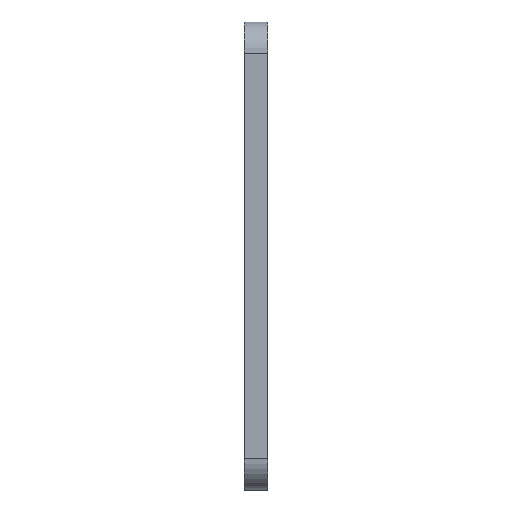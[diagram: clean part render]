
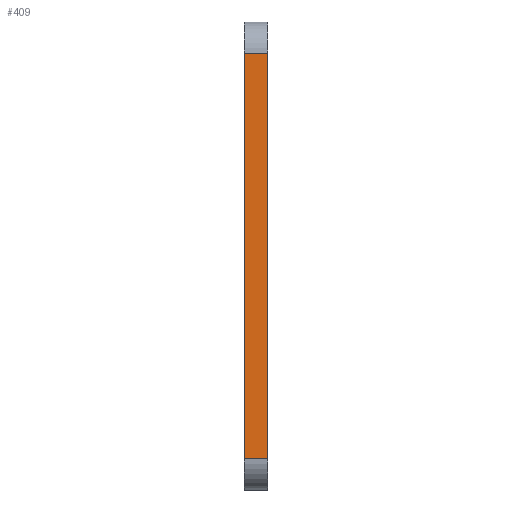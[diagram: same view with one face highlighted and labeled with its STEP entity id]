
A CAD part, left-side view. The second image highlights one B-rep face of the part: STEP entity #409.
In plain terms, the highlighted face is planar.
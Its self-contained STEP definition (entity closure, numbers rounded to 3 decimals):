
#201 = FACE_OUTER_BOUND ( 'NONE', #988, .T. ) ;
#215 = VECTOR ( 'NONE', #299, 1000. ) ;
#283 = DIRECTION ( 'NONE',  ( 0., 1., 0. ) ) ;
#299 = DIRECTION ( 'NONE',  ( 0., -1., 0. ) ) ;
#321 = EDGE_CURVE ( 'NONE', #2257, #2465, #675, .T. ) ;
#402 = VERTEX_POINT ( 'NONE', #2093 ) ;
#409 = ADVANCED_FACE ( 'NONE', ( #201 ), #1512, .F. ) ;
#418 = CARTESIAN_POINT ( 'NONE',  ( 149.965, 0., -150.339 ) ) ;
#512 = CARTESIAN_POINT ( 'NONE',  ( 149.965, 0., 129.661 ) ) ;
#535 = ORIENTED_EDGE ( 'NONE', *, *, #1047, .T. ) ;
#560 = CARTESIAN_POINT ( 'NONE',  ( 149.965, 0., -150.339 ) ) ;
#675 = LINE ( 'NONE', #1216, #2277 ) ;
#876 = ORIENTED_EDGE ( 'NONE', *, *, #1149, .T. ) ;
#897 = VECTOR ( 'NONE', #2416, 1000. ) ;
#958 = DIRECTION ( 'NONE',  ( -1., 0., 0. ) ) ;
#988 = EDGE_LOOP ( 'NONE', ( #876, #1400, #2242, #535 ) ) ;
#1047 = EDGE_CURVE ( 'NONE', #2217, #402, #2000, .T. ) ;
#1088 = DIRECTION ( 'NONE',  ( 0., 0., -1. ) ) ;
#1122 = AXIS2_PLACEMENT_3D ( 'NONE', #418, #958, #2334 ) ;
#1123 = LINE ( 'NONE', #1478, #1322 ) ;
#1149 = EDGE_CURVE ( 'NONE', #402, #2257, #1123, .T. ) ;
#1216 = CARTESIAN_POINT ( 'NONE',  ( 149.965, 0., -130.339 ) ) ;
#1322 = VECTOR ( 'NONE', #1088, 1000. ) ;
#1400 = ORIENTED_EDGE ( 'NONE', *, *, #321, .T. ) ;
#1455 = CARTESIAN_POINT ( 'NONE',  ( 149.965, 0., 129.661 ) ) ;
#1478 = CARTESIAN_POINT ( 'NONE',  ( 149.965, -15., -150.339 ) ) ;
#1512 = PLANE ( 'NONE',  #1122 ) ;
#1805 = CARTESIAN_POINT ( 'NONE',  ( 149.965, 0., -130.339 ) ) ;
#2000 = LINE ( 'NONE', #1455, #215 ) ;
#2093 = CARTESIAN_POINT ( 'NONE',  ( 149.965, -15., 129.661 ) ) ;
#2095 = EDGE_CURVE ( 'NONE', #2217, #2465, #2295, .T. ) ;
#2099 = CARTESIAN_POINT ( 'NONE',  ( 149.965, -15., -130.339 ) ) ;
#2217 = VERTEX_POINT ( 'NONE', #512 ) ;
#2242 = ORIENTED_EDGE ( 'NONE', *, *, #2095, .F. ) ;
#2257 = VERTEX_POINT ( 'NONE', #2099 ) ;
#2277 = VECTOR ( 'NONE', #283, 1000. ) ;
#2295 = LINE ( 'NONE', #560, #897 ) ;
#2334 = DIRECTION ( 'NONE',  ( 0., 0., 1. ) ) ;
#2416 = DIRECTION ( 'NONE',  ( 0., 0., -1. ) ) ;
#2465 = VERTEX_POINT ( 'NONE', #1805 ) ;
